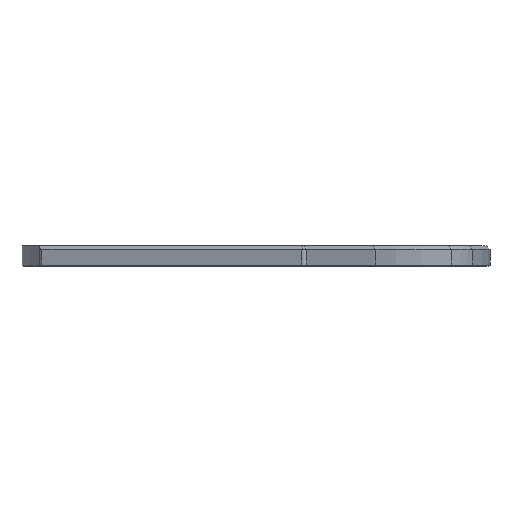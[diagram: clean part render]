
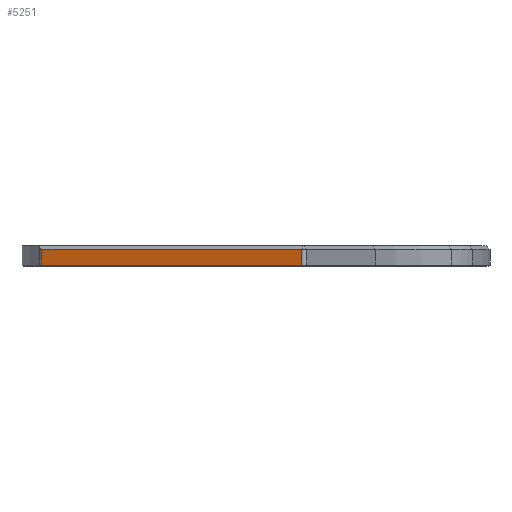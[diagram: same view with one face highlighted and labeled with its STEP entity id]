
A CAD part, left-side view. The second image highlights one B-rep face of the part: STEP entity #5251.
In plain terms, the highlighted planar face has unit normal (-0.94, 0.342, 0).
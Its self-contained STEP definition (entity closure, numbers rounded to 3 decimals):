
#668=FACE_OUTER_BOUND('',#1010,.T.);
#1010=EDGE_LOOP('',(#3608,#3609,#3610,#3611));
#1421=LINE('',#8195,#1823);
#1441=LINE('',#8269,#1843);
#1442=LINE('',#8273,#1844);
#1443=LINE('',#8274,#1845);
#1823=VECTOR('',#6350,10.);
#1843=VECTOR('',#6428,10.);
#1844=VECTOR('',#6433,10.);
#1845=VECTOR('',#6434,10.);
#2235=VERTEX_POINT('',#8185);
#2237=VERTEX_POINT('',#8191);
#2259=VERTEX_POINT('',#8268);
#2260=VERTEX_POINT('',#8272);
#2752=EDGE_CURVE('',#2235,#2237,#1421,.T.);
#2788=EDGE_CURVE('',#2237,#2259,#1441,.T.);
#2790=EDGE_CURVE('',#2235,#2260,#1442,.T.);
#2791=EDGE_CURVE('',#2259,#2260,#1443,.T.);
#3608=ORIENTED_EDGE('',*,*,#2752,.F.);
#3609=ORIENTED_EDGE('',*,*,#2790,.T.);
#3610=ORIENTED_EDGE('',*,*,#2791,.F.);
#3611=ORIENTED_EDGE('',*,*,#2788,.F.);
#5096=PLANE('',#5637);
#5251=ADVANCED_FACE('',(#668),#5096,.T.);
#5637=AXIS2_PLACEMENT_3D('',#8271,#6431,#6432);
#6350=DIRECTION('',(0.342,0.94,0.));
#6428=DIRECTION('',(0.,0.,1.));
#6431=DIRECTION('center_axis',(-0.94,0.342,0.));
#6432=DIRECTION('ref_axis',(-0.342,-0.94,0.));
#6433=DIRECTION('',(0.,0.,1.));
#6434=DIRECTION('',(-0.342,-0.94,0.));
#8185=CARTESIAN_POINT('',(6.639,-118.,7.28));
#8191=CARTESIAN_POINT('',(42.909,-18.35,7.28));
#8195=CARTESIAN_POINT('',(37.393,-33.505,7.28));
#8268=CARTESIAN_POINT('',(42.909,-18.35,13.28));
#8269=CARTESIAN_POINT('',(42.909,-18.35,13.78));
#8271=CARTESIAN_POINT('Origin',(42.909,-18.35,13.78));
#8272=CARTESIAN_POINT('',(6.639,-118.,13.28));
#8273=CARTESIAN_POINT('',(6.639,-118.,13.78));
#8274=CARTESIAN_POINT('',(32.495,-46.961,13.28));
